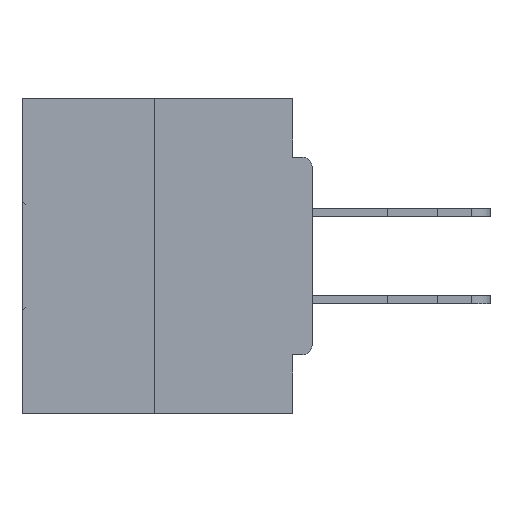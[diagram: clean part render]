
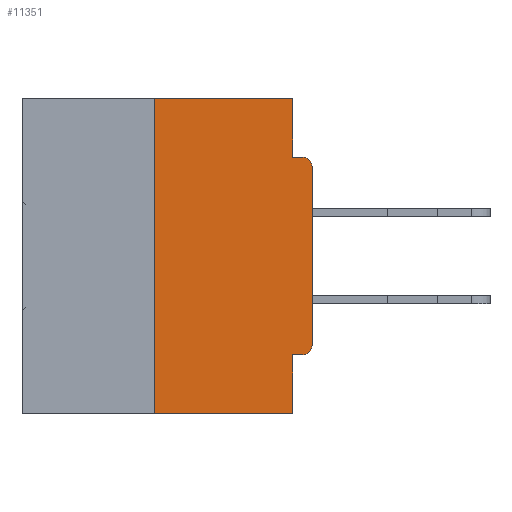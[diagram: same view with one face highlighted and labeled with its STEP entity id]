
A CAD part, left-side view. The second image highlights one B-rep face of the part: STEP entity #11351.
In plain terms, the highlighted planar face has unit normal (-1, 0, 0).
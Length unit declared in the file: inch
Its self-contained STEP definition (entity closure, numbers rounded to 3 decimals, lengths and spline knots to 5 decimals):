
#871 = CARTESIAN_POINT ( 'NONE',  ( 0., 0., -0.4065 ) ) ;
#2391 = VERTEX_POINT ( 'NONE', #7071 ) ;
#2787 = CIRCLE ( 'NONE', #44214, 0.015 ) ;
#2969 = LINE ( 'NONE', #24444, #6207 ) ;
#3350 = VERTEX_POINT ( 'NONE', #25404 ) ;
#3442 = DIRECTION ( 'NONE',  ( 0., 0., -1. ) ) ;
#3762 = VERTEX_POINT ( 'NONE', #13402 ) ;
#3853 = DIRECTION ( 'NONE',  ( 0., -1., 0. ) ) ;
#3877 = DIRECTION ( 'NONE',  ( 0., -1., 0. ) ) ;
#4128 = FACE_OUTER_BOUND ( 'NONE', #24818, .T. ) ;
#5181 = AXIS2_PLACEMENT_3D ( 'NONE', #41183, #10969, #3442 ) ;
#5820 = VERTEX_POINT ( 'NONE', #42580 ) ;
#5944 = ORIENTED_EDGE ( 'NONE', *, *, #11699, .F. ) ;
#6207 = VECTOR ( 'NONE', #10675, 39.37008 ) ;
#6464 = LINE ( 'NONE', #13595, #41985 ) ;
#6668 = EDGE_CURVE ( 'NONE', #3350, #33532, #24468, .T. ) ;
#7071 = CARTESIAN_POINT ( 'NONE',  ( 0., 0.031, 0. ) ) ;
#7130 = CARTESIAN_POINT ( 'NONE',  ( 0., 0., 0. ) ) ;
#7587 = EDGE_CURVE ( 'NONE', #3762, #3350, #2787, .T. ) ;
#7685 = EDGE_CURVE ( 'NONE', #25124, #22485, #39915, .T. ) ;
#8598 = ORIENTED_EDGE ( 'NONE', *, *, #11508, .F. ) ;
#9736 = CARTESIAN_POINT ( 'NONE',  ( 0., 0.46, 0. ) ) ;
#10675 = DIRECTION ( 'NONE',  ( 0., -1., 0. ) ) ;
#10969 = DIRECTION ( 'NONE',  ( -1., 0., 0. ) ) ;
#11351 = ADVANCED_FACE ( 'NONE', ( #4128 ), #13535, .F. ) ;
#11443 = EDGE_CURVE ( 'NONE', #33532, #34125, #25169, .T. ) ;
#11508 = EDGE_CURVE ( 'NONE', #22485, #2391, #2969, .T. ) ;
#11590 = DIRECTION ( 'NONE',  ( 0., 0., -1. ) ) ;
#11655 = DIRECTION ( 'NONE',  ( 0., 1., 0. ) ) ;
#11699 = EDGE_CURVE ( 'NONE', #22365, #28495, #40092, .T. ) ;
#12214 = CARTESIAN_POINT ( 'NONE',  ( 0., 0.25, 0. ) ) ;
#13402 = CARTESIAN_POINT ( 'NONE',  ( 0., 0.015, -0.4065 ) ) ;
#13535 = PLANE ( 'NONE',  #14727 ) ;
#13595 = CARTESIAN_POINT ( 'NONE',  ( 0., 0.031, 0. ) ) ;
#13966 = EDGE_CURVE ( 'NONE', #5820, #34125, #23867, .T. ) ;
#14727 = AXIS2_PLACEMENT_3D ( 'NONE', #9736, #23998, #40899 ) ;
#15224 = EDGE_CURVE ( 'NONE', #2391, #5820, #6464, .T. ) ;
#17082 = LINE ( 'NONE', #27828, #34874 ) ;
#18886 = ORIENTED_EDGE ( 'NONE', *, *, #15224, .F. ) ;
#19198 = VECTOR ( 'NONE', #11655, 39.37008 ) ;
#19707 = LINE ( 'NONE', #871, #19198 ) ;
#20432 = DIRECTION ( 'NONE',  ( 0., 0., -1. ) ) ;
#21910 = VECTOR ( 'NONE', #35801, 39.37008 ) ;
#22069 = CARTESIAN_POINT ( 'NONE',  ( 0., 0.015, -0.3915 ) ) ;
#22208 = CARTESIAN_POINT ( 'NONE',  ( 0., 0.25, 0. ) ) ;
#22311 = EDGE_CURVE ( 'NONE', #25124, #28495, #17082, .T. ) ;
#22365 = VERTEX_POINT ( 'NONE', #30958 ) ;
#22485 = VERTEX_POINT ( 'NONE', #12214 ) ;
#22887 = ORIENTED_EDGE ( 'NONE', *, *, #43291, .F. ) ;
#23676 = CARTESIAN_POINT ( 'NONE',  ( 0., 0.015, -0.0935 ) ) ;
#23867 = LINE ( 'NONE', #27857, #41556 ) ;
#23998 = DIRECTION ( 'NONE',  ( 1., 0., 0. ) ) ;
#24444 = CARTESIAN_POINT ( 'NONE',  ( 0., 0.46, 0. ) ) ;
#24468 = LINE ( 'NONE', #7130, #39998 ) ;
#24818 = EDGE_LOOP ( 'NONE', ( #8598, #33035, #35036, #5944, #22887, #40195, #31242, #42237, #39185, #18886 ) ) ;
#25124 = VERTEX_POINT ( 'NONE', #36012 ) ;
#25169 = CIRCLE ( 'NONE', #5181, 0.015 ) ;
#25404 = CARTESIAN_POINT ( 'NONE',  ( 0., 0., -0.3915 ) ) ;
#25631 = CARTESIAN_POINT ( 'NONE',  ( 0., 0., -0.1085 ) ) ;
#27828 = CARTESIAN_POINT ( 'NONE',  ( 0., 0.46, -0.5 ) ) ;
#27857 = CARTESIAN_POINT ( 'NONE',  ( 0., 0., -0.0935 ) ) ;
#28495 = VERTEX_POINT ( 'NONE', #38950 ) ;
#30105 = CARTESIAN_POINT ( 'NONE',  ( 0., 0.031, -0.5 ) ) ;
#30958 = CARTESIAN_POINT ( 'NONE',  ( 0., 0.031, -0.4065 ) ) ;
#31242 = ORIENTED_EDGE ( 'NONE', *, *, #6668, .T. ) ;
#33035 = ORIENTED_EDGE ( 'NONE', *, *, #7685, .F. ) ;
#33532 = VERTEX_POINT ( 'NONE', #25631 ) ;
#34125 = VERTEX_POINT ( 'NONE', #23676 ) ;
#34874 = VECTOR ( 'NONE', #3853, 39.37008 ) ;
#35036 = ORIENTED_EDGE ( 'NONE', *, *, #22311, .T. ) ;
#35801 = DIRECTION ( 'NONE',  ( 0., 0., -1. ) ) ;
#36012 = CARTESIAN_POINT ( 'NONE',  ( 0., 0.25, -0.5 ) ) ;
#38851 = DIRECTION ( 'NONE',  ( -1., 0., 0. ) ) ;
#38950 = CARTESIAN_POINT ( 'NONE',  ( 0., 0.031, -0.5 ) ) ;
#39185 = ORIENTED_EDGE ( 'NONE', *, *, #13966, .F. ) ;
#39424 = VECTOR ( 'NONE', #43283, 39.37008 ) ;
#39915 = LINE ( 'NONE', #22208, #39424 ) ;
#39998 = VECTOR ( 'NONE', #41999, 39.37008 ) ;
#40092 = LINE ( 'NONE', #30105, #21910 ) ;
#40195 = ORIENTED_EDGE ( 'NONE', *, *, #7587, .T. ) ;
#40899 = DIRECTION ( 'NONE',  ( 0., 0., -1. ) ) ;
#41183 = CARTESIAN_POINT ( 'NONE',  ( 0., 0.015, -0.1085 ) ) ;
#41556 = VECTOR ( 'NONE', #3877, 39.37008 ) ;
#41985 = VECTOR ( 'NONE', #20432, 39.37008 ) ;
#41999 = DIRECTION ( 'NONE',  ( 0., 0., 1. ) ) ;
#42237 = ORIENTED_EDGE ( 'NONE', *, *, #11443, .T. ) ;
#42580 = CARTESIAN_POINT ( 'NONE',  ( 0., 0.031, -0.0935 ) ) ;
#43283 = DIRECTION ( 'NONE',  ( 0., 0., 1. ) ) ;
#43291 = EDGE_CURVE ( 'NONE', #3762, #22365, #19707, .T. ) ;
#44214 = AXIS2_PLACEMENT_3D ( 'NONE', #22069, #38851, #11590 ) ;
